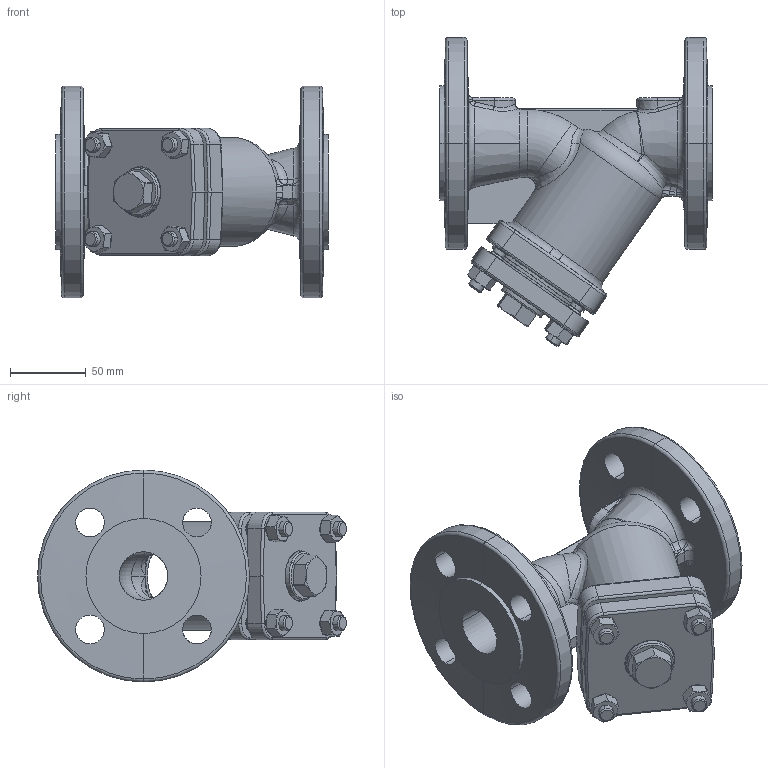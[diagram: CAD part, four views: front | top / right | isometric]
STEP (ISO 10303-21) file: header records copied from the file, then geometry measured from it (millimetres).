
FILE_DESCRIPTION (( 'STEP AP203' ), '1' );
FILE_NAME ('821_DN32_PN16.STEP', '2010-01-08T11:31:20', ( 'Piotr Zlobecki' ), ( 'ZETKAMA SA' ), 'SwSTEP 2.0', 'SolidWorks 2010', '' );
FILE_SCHEMA (( 'CONFIG_CONTROL_DESIGN' ));
Products named in the file (1): 821_DN32_PN16
Bounding box: 180 x 204.1 x 140 mm (x, y, z)
Volume: 907908.7 mm3; surface area: 188198.2 mm2
Topology: 11 solids, 11 shells, 574 faces, 1296 edges, 754 vertices
Faces by surface type: cylinder 168, plane 123, cone 116, bspline 86, torus 75, sphere 6
Entity records: 40227 total; most frequent: CARTESIAN_POINT 27833, ORIENTED_EDGE 2588, DIRECTION 2512, EDGE_CURVE 1294, AXIS2_PLACEMENT_3D 1067, VERTEX_POINT 754, EDGE_LOOP 632, CIRCLE 578
